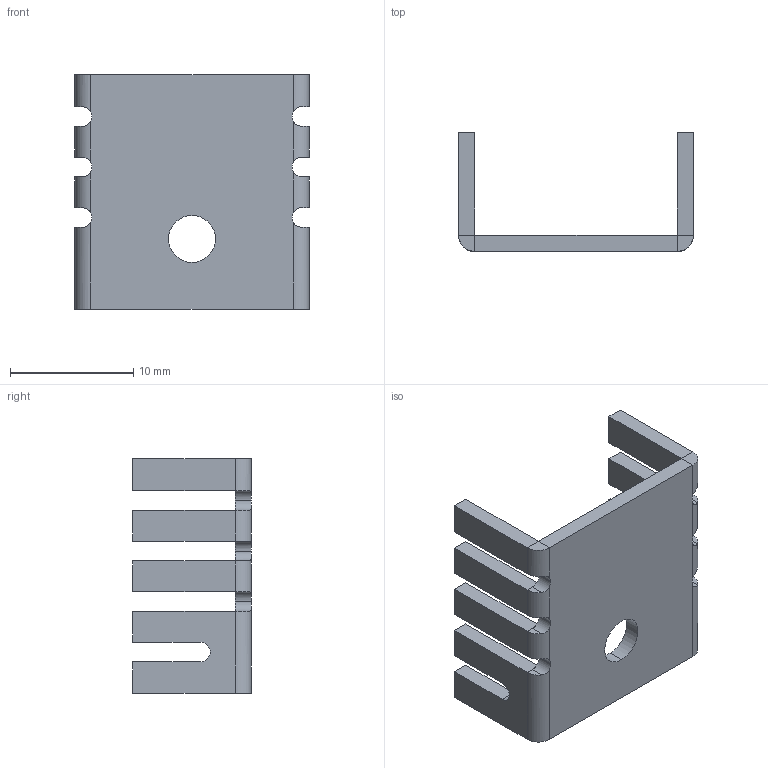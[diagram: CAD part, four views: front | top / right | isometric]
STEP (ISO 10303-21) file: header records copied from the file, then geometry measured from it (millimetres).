
FILE_DESCRIPTION (( 'STEP AP214' ), '1' );
FILE_NAME ('507302B00000G.STEP', '2019-01-22T09:02:32', ( '' ), ( '' ), 'SwSTEP 2.0', 'SolidWorks 2017', '' );
FILE_SCHEMA (( 'AUTOMOTIVE_DESIGN' ));
Length unit declared in the file: inch
Products named in the file (1): 507302B00000G
Bounding box: 19.05 x 9.65 x 19.05 mm (x, y, z)
Volume: 715.2 mm3; surface area: 1430.3 mm2
Topology: 1 solids, 1 shells, 91 faces, 227 edges, 138 vertices
Faces by surface type: plane 66, cylinder 25
Entity records: 2731 total; most frequent: CARTESIAN_POINT 517, ORIENTED_EDGE 454, DIRECTION 449, EDGE_CURVE 227, VECTOR 165, LINE 165, AXIS2_PLACEMENT_3D 142, VERTEX_POINT 138
